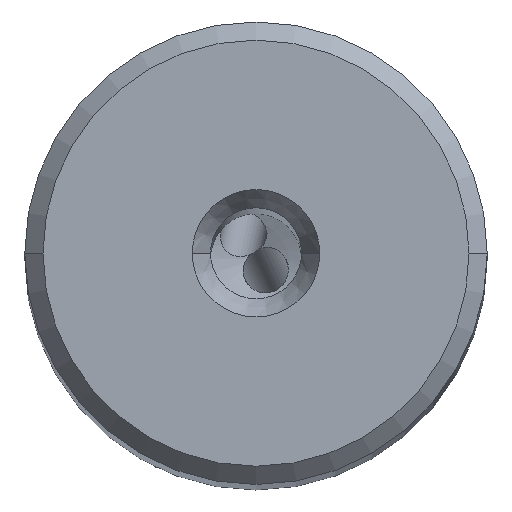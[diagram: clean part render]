
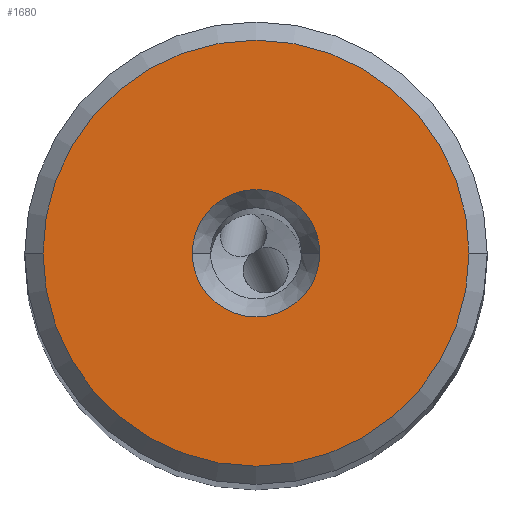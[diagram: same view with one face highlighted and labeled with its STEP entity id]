
A CAD part, top view. The second image highlights one B-rep face of the part: STEP entity #1680.
In plain terms, the highlighted planar face has unit normal (0, 0, 1).
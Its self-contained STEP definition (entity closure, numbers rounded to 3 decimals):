
#1680=ADVANCED_FACE('',(#2160,#2161),#2036,.T.);
#2036=PLANE('',#6949);
#2160=FACE_BOUND('',#2190,.T.);
#2161=FACE_BOUND('',#2191,.T.);
#2190=EDGE_LOOP('',(#2561,#2562,#2563,#2564));
#2191=EDGE_LOOP('',(#2565,#2566));
#2561=ORIENTED_EDGE('',*,*,#5341,.F.);
#2562=ORIENTED_EDGE('',*,*,#5342,.F.);
#2563=ORIENTED_EDGE('',*,*,#5343,.F.);
#2564=ORIENTED_EDGE('',*,*,#5344,.F.);
#2565=ORIENTED_EDGE('',*,*,#5345,.F.);
#2566=ORIENTED_EDGE('',*,*,#5346,.F.);
#4643=VERTEX_POINT('',#9657);
#4644=VERTEX_POINT('',#9658);
#4645=VERTEX_POINT('',#9660);
#4646=VERTEX_POINT('',#9662);
#4647=VERTEX_POINT('',#9665);
#4648=VERTEX_POINT('',#9666);
#5341=EDGE_CURVE('',#4643,#4644,#6382,.T.);
#5342=EDGE_CURVE('',#4645,#4643,#6383,.T.);
#5343=EDGE_CURVE('',#4646,#4645,#6384,.T.);
#5344=EDGE_CURVE('',#4644,#4646,#6385,.T.);
#5345=EDGE_CURVE('',#4647,#4648,#6386,.T.);
#5346=EDGE_CURVE('',#4648,#4647,#6387,.T.);
#6382=CIRCLE('',#6943,11.7);
#6383=CIRCLE('',#6944,11.7);
#6384=CIRCLE('',#6945,11.7);
#6385=CIRCLE('',#6946,11.7);
#6386=CIRCLE('',#6947,3.5);
#6387=CIRCLE('',#6948,3.5);
#6943=AXIS2_PLACEMENT_3D('',#9656,#7753,#7754);
#6944=AXIS2_PLACEMENT_3D('',#9659,#7755,#7756);
#6945=AXIS2_PLACEMENT_3D('',#9661,#7757,#7758);
#6946=AXIS2_PLACEMENT_3D('',#9663,#7759,#7760);
#6947=AXIS2_PLACEMENT_3D('',#9664,#7761,#7762);
#6948=AXIS2_PLACEMENT_3D('',#9667,#7763,#7764);
#6949=AXIS2_PLACEMENT_3D('',#9668,#7765,#7766);
#7753=DIRECTION('',(0.,0.,-1.));
#7754=DIRECTION('',(0.,1.,0.));
#7755=DIRECTION('',(0.,0.,-1.));
#7756=DIRECTION('',(-1.,0.,0.));
#7757=DIRECTION('',(0.,0.,-1.));
#7758=DIRECTION('',(0.,-1.,0.));
#7759=DIRECTION('',(0.,0.,-1.));
#7760=DIRECTION('',(1.,0.,0.));
#7761=DIRECTION('',(0.,0.,1.));
#7762=DIRECTION('',(1.,0.,0.));
#7763=DIRECTION('',(0.,0.,1.));
#7764=DIRECTION('',(-1.,0.,0.));
#7765=DIRECTION('',(0.,0.,1.));
#7766=DIRECTION('',(1.,0.,0.));
#9656=CARTESIAN_POINT('',(0.,0.,0.));
#9657=CARTESIAN_POINT('',(0.,11.7,0.));
#9658=CARTESIAN_POINT('',(11.7,0.,0.));
#9659=CARTESIAN_POINT('',(0.,0.,0.));
#9660=CARTESIAN_POINT('',(-11.7,0.,0.));
#9661=CARTESIAN_POINT('',(0.,0.,0.));
#9662=CARTESIAN_POINT('',(0.,-11.7,0.));
#9663=CARTESIAN_POINT('',(0.,0.,0.));
#9664=CARTESIAN_POINT('',(0.,0.,0.));
#9665=CARTESIAN_POINT('',(3.5,0.,0.));
#9666=CARTESIAN_POINT('',(-3.5,0.,0.));
#9667=CARTESIAN_POINT('',(0.,0.,0.));
#9668=CARTESIAN_POINT('',(0.,0.,0.));
